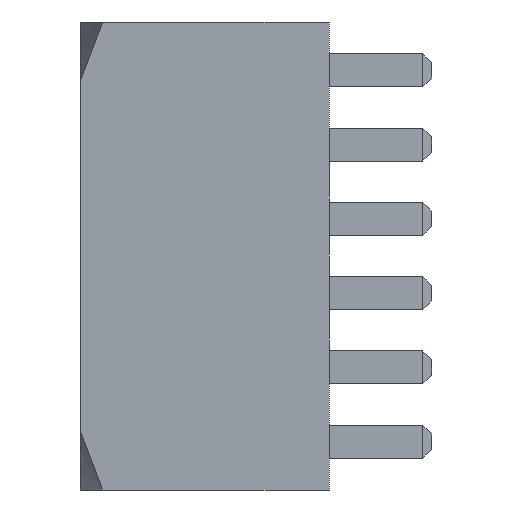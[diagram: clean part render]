
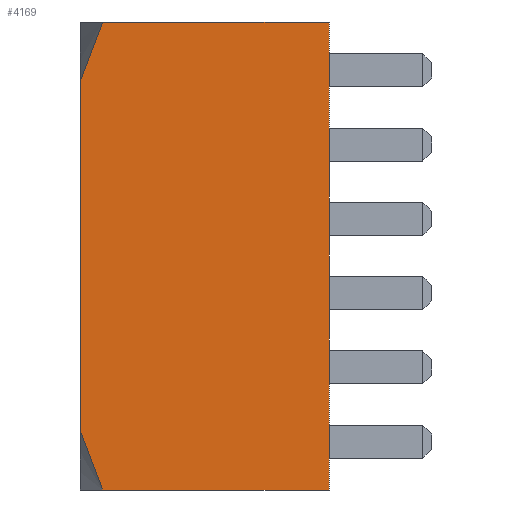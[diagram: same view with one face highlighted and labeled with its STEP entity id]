
A CAD part, left-side view. The second image highlights one B-rep face of the part: STEP entity #4169.
In plain terms, the highlighted planar face has unit normal (-1, 0, 0).
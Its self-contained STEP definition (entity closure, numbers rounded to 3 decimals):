
#283 = EDGE_CURVE ( 'NONE', #4027, #1771, #4124, .T. ) ;
#386 = ORIENTED_EDGE ( 'NONE', *, *, #283, .F. ) ;
#574 = VERTEX_POINT ( 'NONE', #5169 ) ;
#602 = CARTESIAN_POINT ( 'NONE',  ( -8., 8.5, -6. ) ) ;
#792 = CARTESIAN_POINT ( 'NONE',  ( -8., 7.742, -8. ) ) ;
#927 = EDGE_LOOP ( 'NONE', ( #386, #1457, #5761, #5452, #5201, #1063 ) ) ;
#930 = CARTESIAN_POINT ( 'NONE',  ( -8., 8.5, -8. ) ) ;
#992 = EDGE_CURVE ( 'NONE', #3037, #1771, #2071, .T. ) ;
#1049 = CARTESIAN_POINT ( 'NONE',  ( -8., 8.5, 6. ) ) ;
#1063 = ORIENTED_EDGE ( 'NONE', *, *, #992, .T. ) ;
#1072 = CARTESIAN_POINT ( 'NONE',  ( -8., 8.011, -7.341 ) ) ;
#1121 = VERTEX_POINT ( 'NONE', #792 ) ;
#1296 = EDGE_CURVE ( 'NONE', #574, #5834, #5927, .T. ) ;
#1457 = ORIENTED_EDGE ( 'NONE', *, *, #3416, .T. ) ;
#1466 = FACE_OUTER_BOUND ( 'NONE', #927, .T. ) ;
#1487 = CARTESIAN_POINT ( 'NONE',  ( -8., 8.5, -8. ) ) ;
#1562 = CARTESIAN_POINT ( 'NONE',  ( -8., 8.5, -8. ) ) ;
#1617 = DIRECTION ( 'NONE',  ( 0., 0., 1. ) ) ;
#1771 = VERTEX_POINT ( 'NONE', #5614 ) ;
#1987 = EDGE_CURVE ( 'NONE', #574, #1121, #2928, .T. ) ;
#1994 = DIRECTION ( 'NONE',  ( 0., 0., 1. ) ) ;
#2071 = LINE ( 'NONE', #3069, #5382 ) ;
#2195 = DIRECTION ( 'NONE',  ( 1., 0., 0. ) ) ;
#2493 = CARTESIAN_POINT ( 'NONE',  ( -8., 8.266, -6.675 ) ) ;
#2734 = CARTESIAN_POINT ( 'NONE',  ( -8., 8.5, 6. ) ) ;
#2781 = LINE ( 'NONE', #1562, #4928 ) ;
#2928 = B_SPLINE_CURVE_WITH_KNOTS ( 'NONE', 3,
 ( #602, #2493, #1072, #4380 ),
 .UNSPECIFIED., .F., .F.,
 ( 4, 4 ),
 ( 0.025, 0.027 ),
 .UNSPECIFIED. ) ;
#3037 = VERTEX_POINT ( 'NONE', #5998 ) ;
#3069 = CARTESIAN_POINT ( 'NONE',  ( -8., 0., -8. ) ) ;
#3416 = EDGE_CURVE ( 'NONE', #4027, #5834, #5405, .T. ) ;
#3664 = CARTESIAN_POINT ( 'NONE',  ( -8., 8.011, 7.339 ) ) ;
#3887 = VECTOR ( 'NONE', #1994, 1000. ) ;
#3974 = DIRECTION ( 'NONE',  ( 0., -1., 0. ) ) ;
#4027 = VERTEX_POINT ( 'NONE', #5485 ) ;
#4124 = LINE ( 'NONE', #5451, #4504 ) ;
#4139 = CARTESIAN_POINT ( 'NONE',  ( -8., 8.267, 6.672 ) ) ;
#4169 = ADVANCED_FACE ( 'NONE', ( #1466 ), #5020, .F. ) ;
#4380 = CARTESIAN_POINT ( 'NONE',  ( -8., 7.742, -8. ) ) ;
#4504 = VECTOR ( 'NONE', #3974, 1000. ) ;
#4546 = AXIS2_PLACEMENT_3D ( 'NONE', #930, #2195, #6007 ) ;
#4592 = CARTESIAN_POINT ( 'NONE',  ( -8., 7.742, 8. ) ) ;
#4928 = VECTOR ( 'NONE', #5347, 1000. ) ;
#5020 = PLANE ( 'NONE',  #4546 ) ;
#5034 = EDGE_CURVE ( 'NONE', #1121, #3037, #2781, .T. ) ;
#5169 = CARTESIAN_POINT ( 'NONE',  ( -8., 8.5, -6. ) ) ;
#5201 = ORIENTED_EDGE ( 'NONE', *, *, #5034, .T. ) ;
#5347 = DIRECTION ( 'NONE',  ( 0., -1., 0. ) ) ;
#5382 = VECTOR ( 'NONE', #1617, 1000. ) ;
#5405 = B_SPLINE_CURVE_WITH_KNOTS ( 'NONE', 3,
 ( #4592, #3664, #4139, #2734 ),
 .UNSPECIFIED., .F., .F.,
 ( 4, 4 ),
 ( 0.011, 0.013 ),
 .UNSPECIFIED. ) ;
#5451 = CARTESIAN_POINT ( 'NONE',  ( -8., 8.5, 8. ) ) ;
#5452 = ORIENTED_EDGE ( 'NONE', *, *, #1987, .T. ) ;
#5485 = CARTESIAN_POINT ( 'NONE',  ( -8., 7.742, 8. ) ) ;
#5614 = CARTESIAN_POINT ( 'NONE',  ( -8., 0., 8. ) ) ;
#5761 = ORIENTED_EDGE ( 'NONE', *, *, #1296, .F. ) ;
#5834 = VERTEX_POINT ( 'NONE', #1049 ) ;
#5927 = LINE ( 'NONE', #1487, #3887 ) ;
#5998 = CARTESIAN_POINT ( 'NONE',  ( -8., 0., -8. ) ) ;
#6007 = DIRECTION ( 'NONE',  ( 0., 0., -1. ) ) ;
